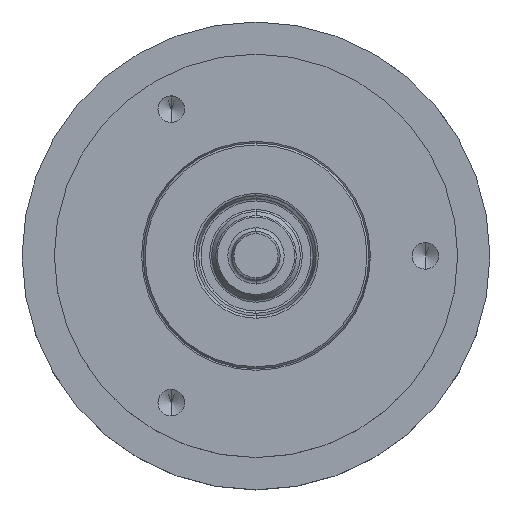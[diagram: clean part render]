
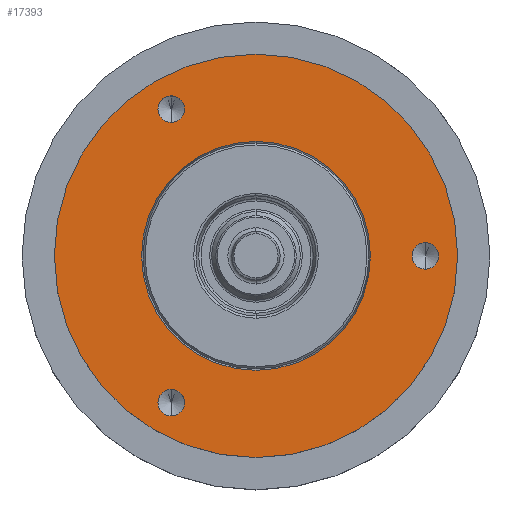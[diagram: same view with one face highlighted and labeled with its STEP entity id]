
A CAD part, top view. The second image highlights one B-rep face of the part: STEP entity #17393.
In plain terms, the highlighted planar face has unit normal (0, 0, 1).
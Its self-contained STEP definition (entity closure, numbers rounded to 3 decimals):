
#3952=CARTESIAN_POINT('',(0.,0.,27.));
#3953=DIRECTION('',(0.,0.,-1.));
#3954=DIRECTION('',(0.,1.,0.));
#3955=AXIS2_PLACEMENT_3D('',#3952,#3953,#3954);
#3957=CARTESIAN_POINT('',(0.,0.,27.));
#3958=DIRECTION('',(0.,0.,-1.));
#3959=DIRECTION('',(0.,-1.,0.));
#3960=AXIS2_PLACEMENT_3D('',#3957,#3958,#3959);
#3962=CARTESIAN_POINT('',(21.,0.,27.));
#3963=DIRECTION('',(0.,0.,1.));
#3964=DIRECTION('',(0.,-1.,0.));
#3965=AXIS2_PLACEMENT_3D('',#3962,#3963,#3964);
#3967=CARTESIAN_POINT('',(21.,0.,27.));
#3968=DIRECTION('',(0.,0.,1.));
#3969=DIRECTION('',(0.,1.,0.));
#3970=AXIS2_PLACEMENT_3D('',#3967,#3968,#3969);
#3972=CARTESIAN_POINT('',(-10.5,-18.187,27.));
#3973=DIRECTION('',(0.,0.,1.));
#3974=DIRECTION('',(0.,-1.,0.));
#3975=AXIS2_PLACEMENT_3D('',#3972,#3973,#3974);
#3977=CARTESIAN_POINT('',(-10.5,-18.187,27.));
#3978=DIRECTION('',(0.,0.,1.));
#3979=DIRECTION('',(0.,1.,0.));
#3980=AXIS2_PLACEMENT_3D('',#3977,#3978,#3979);
#3982=CARTESIAN_POINT('',(-10.5,18.187,27.));
#3983=DIRECTION('',(0.,0.,1.));
#3984=DIRECTION('',(0.,-1.,0.));
#3985=AXIS2_PLACEMENT_3D('',#3982,#3983,#3984);
#3987=CARTESIAN_POINT('',(-10.5,18.187,27.));
#3988=DIRECTION('',(0.,0.,1.));
#3989=DIRECTION('',(0.,1.,0.));
#3990=AXIS2_PLACEMENT_3D('',#3987,#3988,#3989);
#3997=CARTESIAN_POINT('',(0.,0.,27.));
#3998=DIRECTION('',(0.,0.,-1.));
#3999=DIRECTION('',(-1.,0.,0.));
#4000=AXIS2_PLACEMENT_3D('',#3997,#3998,#3999);
#4015=CARTESIAN_POINT('',(0.,0.,27.));
#4016=DIRECTION('',(0.,0.,-1.));
#4017=DIRECTION('',(1.,0.,0.));
#4018=AXIS2_PLACEMENT_3D('',#4015,#4016,#4017);
#13646=CARTESIAN_POINT('',(0.,25.,27.));
#13647=CARTESIAN_POINT('',(0.,-25.,27.));
#13648=VERTEX_POINT('',#13646);
#13649=VERTEX_POINT('',#13647);
#13674=CARTESIAN_POINT('',(14.188,0.,27.));
#13675=CARTESIAN_POINT('',(-14.188,0.,27.));
#13676=VERTEX_POINT('',#13674);
#13677=VERTEX_POINT('',#13675);
#13688=CARTESIAN_POINT('',(21.,-1.65,27.));
#13689=CARTESIAN_POINT('',(21.,1.65,27.));
#13690=VERTEX_POINT('',#13688);
#13691=VERTEX_POINT('',#13689);
#13698=CARTESIAN_POINT('',(-10.5,-19.837,27.));
#13699=CARTESIAN_POINT('',(-10.5,-16.537,27.));
#13700=VERTEX_POINT('',#13698);
#13701=VERTEX_POINT('',#13699);
#13708=CARTESIAN_POINT('',(-10.5,16.537,27.));
#13709=CARTESIAN_POINT('',(-10.5,19.837,27.));
#13710=VERTEX_POINT('',#13708);
#13711=VERTEX_POINT('',#13709);
#17359=CARTESIAN_POINT('',(0.,0.,27.));
#17360=DIRECTION('',(0.,0.,1.));
#17361=DIRECTION('',(1.,0.,0.));
#17362=AXIS2_PLACEMENT_3D('',#17359,#17360,#17361);
#17363=PLANE('',#17362);
#17365=ORIENTED_EDGE('',*,*,#17364,.T.);
#17366=ORIENTED_EDGE('',*,*,#17349,.T.);
#17367=EDGE_LOOP('',(#17365,#17366));
#17368=FACE_OUTER_BOUND('',#17367,.F.);
#17370=ORIENTED_EDGE('',*,*,#17369,.F.);
#17372=ORIENTED_EDGE('',*,*,#17371,.F.);
#17373=EDGE_LOOP('',(#17370,#17372));
#17374=FACE_BOUND('',#17373,.F.);
#17376=ORIENTED_EDGE('',*,*,#17375,.T.);
#17378=ORIENTED_EDGE('',*,*,#17377,.T.);
#17379=EDGE_LOOP('',(#17376,#17378));
#17380=FACE_BOUND('',#17379,.F.);
#17382=ORIENTED_EDGE('',*,*,#17381,.T.);
#17384=ORIENTED_EDGE('',*,*,#17383,.T.);
#17385=EDGE_LOOP('',(#17382,#17384));
#17386=FACE_BOUND('',#17385,.F.);
#17388=ORIENTED_EDGE('',*,*,#17387,.T.);
#17390=ORIENTED_EDGE('',*,*,#17389,.T.);
#17391=EDGE_LOOP('',(#17388,#17390));
#17392=FACE_BOUND('',#17391,.F.);
#3956=CIRCLE('',#3955,25.);
#3961=CIRCLE('',#3960,25.);
#3966=CIRCLE('',#3965,1.65);
#3971=CIRCLE('',#3970,1.65);
#3976=CIRCLE('',#3975,1.65);
#3981=CIRCLE('',#3980,1.65);
#3986=CIRCLE('',#3985,1.65);
#3991=CIRCLE('',#3990,1.65);
#4001=CIRCLE('',#4000,14.188);
#4019=CIRCLE('',#4018,14.188);
#17349=EDGE_CURVE('',#13649,#13648,#3961,.T.);
#17364=EDGE_CURVE('',#13648,#13649,#3956,.T.);
#17369=EDGE_CURVE('',#13677,#13676,#4001,.T.);
#17371=EDGE_CURVE('',#13676,#13677,#4019,.T.);
#17375=EDGE_CURVE('',#13690,#13691,#3966,.T.);
#17377=EDGE_CURVE('',#13691,#13690,#3971,.T.);
#17381=EDGE_CURVE('',#13700,#13701,#3976,.T.);
#17383=EDGE_CURVE('',#13701,#13700,#3981,.T.);
#17387=EDGE_CURVE('',#13710,#13711,#3986,.T.);
#17389=EDGE_CURVE('',#13711,#13710,#3991,.T.);
#17393=ADVANCED_FACE('',(#17368,#17374,#17380,#17386,#17392),#17363,.T.);
